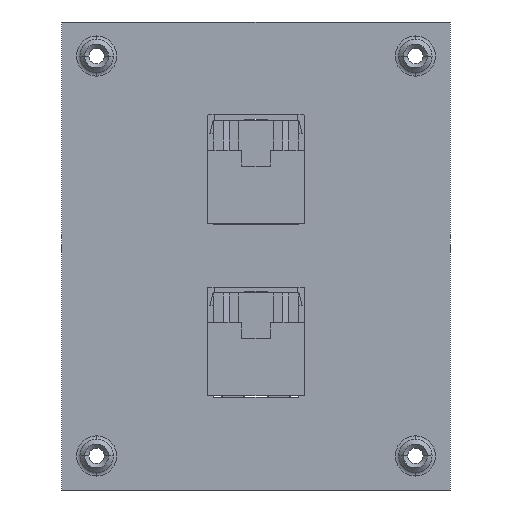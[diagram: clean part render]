
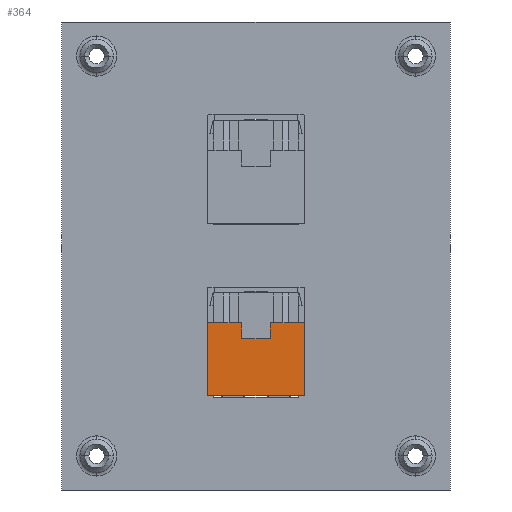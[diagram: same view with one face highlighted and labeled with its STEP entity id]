
A CAD part, front view. The second image highlights one B-rep face of the part: STEP entity #364.
In plain terms, the highlighted face is planar.
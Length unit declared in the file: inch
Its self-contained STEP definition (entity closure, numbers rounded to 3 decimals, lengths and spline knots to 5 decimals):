
#128 = DIRECTION ( 'NONE',  ( 1., 0., 0. ) ) ;
#284 = VERTEX_POINT ( 'NONE', #26173 ) ;
#344 = VERTEX_POINT ( 'NONE', #24177 ) ;
#364 = ADVANCED_FACE ( 'NONE', ( #23028 ), #5108, .F. ) ;
#519 = DIRECTION ( 'NONE',  ( 1., 0., 0. ) ) ;
#702 = VERTEX_POINT ( 'NONE', #21230 ) ;
#751 = VECTOR ( 'NONE', #4918, 39.37008 ) ;
#1087 = CARTESIAN_POINT ( 'NONE',  ( 0.333, -0.074, -1.254 ) ) ;
#1625 = CARTESIAN_POINT ( 'NONE',  ( 0.333, 0.429, -1.254 ) ) ;
#1821 = CARTESIAN_POINT ( 'NONE',  ( -0.333, -0.074, -1.254 ) ) ;
#2567 = EDGE_CURVE ( 'NONE', #18418, #25233, #22043, .T. ) ;
#2832 = DIRECTION ( 'NONE',  ( 0., 0., 1. ) ) ;
#3384 = DIRECTION ( 'NONE',  ( -1., 0., 0. ) ) ;
#4220 = ORIENTED_EDGE ( 'NONE', *, *, #16549, .T. ) ;
#4918 = DIRECTION ( 'NONE',  ( 0., 1., 0. ) ) ;
#4957 = LINE ( 'NONE', #1625, #28375 ) ;
#5108 = PLANE ( 'NONE',  #26991 ) ;
#5224 = EDGE_CURVE ( 'NONE', #12650, #25233, #6355, .T. ) ;
#5381 = CARTESIAN_POINT ( 'NONE',  ( -0.098, 0.036, -1.254 ) ) ;
#5599 = CARTESIAN_POINT ( 'NONE',  ( 0.333, 0.429, -1.254 ) ) ;
#5665 = VERTEX_POINT ( 'NONE', #15121 ) ;
#6175 = CARTESIAN_POINT ( 'NONE',  ( -0.333, -0.004, -1.254 ) ) ;
#6199 = ORIENTED_EDGE ( 'NONE', *, *, #28172, .F. ) ;
#6283 = ORIENTED_EDGE ( 'NONE', *, *, #5224, .F. ) ;
#6355 = LINE ( 'NONE', #26463, #23742 ) ;
#7369 = CARTESIAN_POINT ( 'NONE',  ( 0.333, -0.004, -1.254 ) ) ;
#7482 = ORIENTED_EDGE ( 'NONE', *, *, #18938, .T. ) ;
#7751 = EDGE_CURVE ( 'NONE', #5665, #18418, #17296, .T. ) ;
#7877 = CARTESIAN_POINT ( 'NONE',  ( -0.098, 0.036, -1.254 ) ) ;
#8312 = CARTESIAN_POINT ( 'NONE',  ( 0.333, -0.074, -1.254 ) ) ;
#8458 = VERTEX_POINT ( 'NONE', #1821 ) ;
#8542 = DIRECTION ( 'NONE',  ( 0., -1., 0. ) ) ;
#9120 = EDGE_LOOP ( 'NONE', ( #4220, #18068, #19280, #6283, #29134, #6199, #29034, #13434, #12132, #7482, #20286, #19333 ) ) ;
#9187 = DIRECTION ( 'NONE',  ( 1., 0., 0. ) ) ;
#10081 = EDGE_CURVE ( 'NONE', #27673, #12228, #4957, .T. ) ;
#10127 = VERTEX_POINT ( 'NONE', #24406 ) ;
#10994 = DIRECTION ( 'NONE',  ( -1., 0., 0. ) ) ;
#11393 = CARTESIAN_POINT ( 'NONE',  ( 0.098, 0.036, -1.254 ) ) ;
#12132 = ORIENTED_EDGE ( 'NONE', *, *, #21131, .T. ) ;
#12148 = EDGE_CURVE ( 'NONE', #14819, #12650, #18301, .T. ) ;
#12228 = VERTEX_POINT ( 'NONE', #13872 ) ;
#12288 = VECTOR ( 'NONE', #128, 39.37008 ) ;
#12650 = VERTEX_POINT ( 'NONE', #25150 ) ;
#12783 = CARTESIAN_POINT ( 'NONE',  ( 0.333, -0.074, -1.254 ) ) ;
#13434 = ORIENTED_EDGE ( 'NONE', *, *, #23702, .F. ) ;
#13533 = VECTOR ( 'NONE', #26381, 39.37008 ) ;
#13872 = CARTESIAN_POINT ( 'NONE',  ( -0.333, 0.429, -1.254 ) ) ;
#14819 = VERTEX_POINT ( 'NONE', #7877 ) ;
#15121 = CARTESIAN_POINT ( 'NONE',  ( 0.226, -0.074, -1.254 ) ) ;
#15287 = VECTOR ( 'NONE', #19474, 39.37008 ) ;
#15727 = VECTOR ( 'NONE', #3384, 39.37008 ) ;
#15753 = DIRECTION ( 'NONE',  ( -1., 0., 0. ) ) ;
#16448 = LINE ( 'NONE', #1087, #15727 ) ;
#16549 = EDGE_CURVE ( 'NONE', #284, #5665, #16448, .T. ) ;
#16620 = VECTOR ( 'NONE', #18923, 39.37008 ) ;
#17006 = CARTESIAN_POINT ( 'NONE',  ( 0.186, -0.074, -1.254 ) ) ;
#17296 = LINE ( 'NONE', #27098, #22632 ) ;
#17596 = EDGE_CURVE ( 'NONE', #10127, #702, #20792, .T. ) ;
#18068 = ORIENTED_EDGE ( 'NONE', *, *, #7751, .T. ) ;
#18289 = CARTESIAN_POINT ( 'NONE',  ( -0.226, -0.074, -1.254 ) ) ;
#18301 = LINE ( 'NONE', #11393, #12288 ) ;
#18418 = VERTEX_POINT ( 'NONE', #17006 ) ;
#18923 = DIRECTION ( 'NONE',  ( 0., 1., 0. ) ) ;
#18938 = EDGE_CURVE ( 'NONE', #8458, #12228, #19658, .T. ) ;
#19280 = ORIENTED_EDGE ( 'NONE', *, *, #2567, .T. ) ;
#19333 = ORIENTED_EDGE ( 'NONE', *, *, #25637, .F. ) ;
#19474 = DIRECTION ( 'NONE',  ( -1., 0., 0. ) ) ;
#19658 = LINE ( 'NONE', #6175, #20373 ) ;
#20286 = ORIENTED_EDGE ( 'NONE', *, *, #10081, .F. ) ;
#20373 = VECTOR ( 'NONE', #26190, 39.37008 ) ;
#20746 = CARTESIAN_POINT ( 'NONE',  ( 0.333, -0.004, -1.254 ) ) ;
#20792 = LINE ( 'NONE', #22301, #26142 ) ;
#21131 = EDGE_CURVE ( 'NONE', #344, #8458, #25598, .T. ) ;
#21230 = CARTESIAN_POINT ( 'NONE',  ( -0.186, -0.074, -1.254 ) ) ;
#21560 = LINE ( 'NONE', #18289, #27613 ) ;
#22043 = LINE ( 'NONE', #8312, #15287 ) ;
#22052 = DIRECTION ( 'NONE',  ( -1., 0., 0. ) ) ;
#22301 = CARTESIAN_POINT ( 'NONE',  ( 0.333, -0.074, -1.254 ) ) ;
#22632 = VECTOR ( 'NONE', #15753, 39.37008 ) ;
#23028 = FACE_OUTER_BOUND ( 'NONE', #9120, .T. ) ;
#23702 = EDGE_CURVE ( 'NONE', #344, #702, #21560, .T. ) ;
#23742 = VECTOR ( 'NONE', #8542, 39.37008 ) ;
#24155 = LINE ( 'NONE', #20746, #751 ) ;
#24177 = CARTESIAN_POINT ( 'NONE',  ( -0.226, -0.074, -1.254 ) ) ;
#24406 = CARTESIAN_POINT ( 'NONE',  ( -0.098, -0.074, -1.254 ) ) ;
#25150 = CARTESIAN_POINT ( 'NONE',  ( 0.098, 0.036, -1.254 ) ) ;
#25233 = VERTEX_POINT ( 'NONE', #27074 ) ;
#25598 = LINE ( 'NONE', #12783, #13533 ) ;
#25637 = EDGE_CURVE ( 'NONE', #284, #27673, #24155, .T. ) ;
#26142 = VECTOR ( 'NONE', #10994, 39.37008 ) ;
#26173 = CARTESIAN_POINT ( 'NONE',  ( 0.333, -0.074, -1.254 ) ) ;
#26190 = DIRECTION ( 'NONE',  ( 0., 1., 0. ) ) ;
#26381 = DIRECTION ( 'NONE',  ( -1., 0., 0. ) ) ;
#26463 = CARTESIAN_POINT ( 'NONE',  ( 0.098, -0.074, -1.254 ) ) ;
#26991 = AXIS2_PLACEMENT_3D ( 'NONE', #7369, #2832, #519 ) ;
#27074 = CARTESIAN_POINT ( 'NONE',  ( 0.098, -0.074, -1.254 ) ) ;
#27098 = CARTESIAN_POINT ( 'NONE',  ( 0.226, -0.074, -1.254 ) ) ;
#27613 = VECTOR ( 'NONE', #9187, 39.37008 ) ;
#27673 = VERTEX_POINT ( 'NONE', #5599 ) ;
#28172 = EDGE_CURVE ( 'NONE', #10127, #14819, #28685, .T. ) ;
#28375 = VECTOR ( 'NONE', #22052, 39.37008 ) ;
#28685 = LINE ( 'NONE', #5381, #16620 ) ;
#29034 = ORIENTED_EDGE ( 'NONE', *, *, #17596, .T. ) ;
#29134 = ORIENTED_EDGE ( 'NONE', *, *, #12148, .F. ) ;
